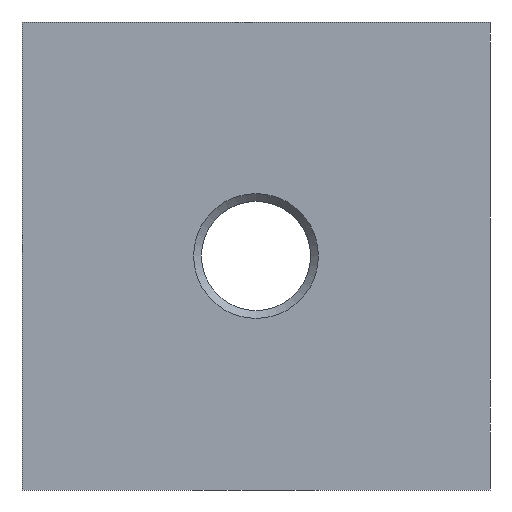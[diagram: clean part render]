
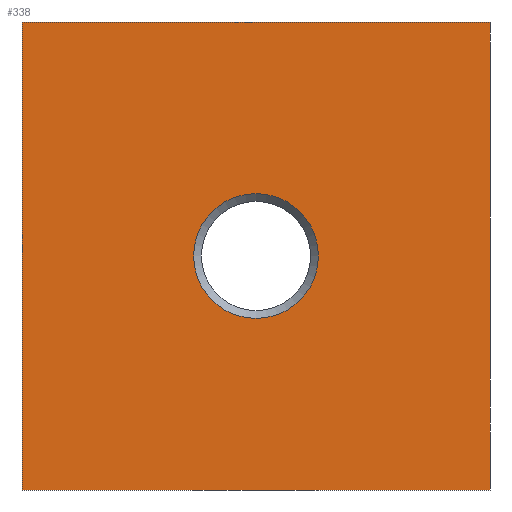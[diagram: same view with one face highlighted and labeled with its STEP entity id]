
A CAD part, front view. The second image highlights one B-rep face of the part: STEP entity #338.
In plain terms, the highlighted planar face has unit normal (0, -1, 0).
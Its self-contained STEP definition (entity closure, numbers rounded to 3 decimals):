
#15=FACE_BOUND('',#57,.T.);
#20=PLANE('',#391);
#39=FACE_OUTER_BOUND('',#56,.T.);
#56=EDGE_LOOP('',(#269,#270,#271,#272));
#57=EDGE_LOOP('',(#273,#274));
#79=LINE('',#567,#106);
#80=LINE('',#570,#107);
#81=LINE('',#572,#108);
#82=LINE('',#573,#109);
#106=VECTOR('',#464,1000.);
#107=VECTOR('',#467,1000.);
#108=VECTOR('',#468,1000.);
#109=VECTOR('',#469,1000.);
#138=CIRCLE('',#386,4.);
#139=CIRCLE('',#387,4.);
#160=VERTEX_POINT('',#550);
#161=VERTEX_POINT('',#552);
#163=VERTEX_POINT('',#561);
#165=VERTEX_POINT('',#565);
#166=VERTEX_POINT('',#569);
#167=VERTEX_POINT('',#571);
#198=EDGE_CURVE('',#161,#160,#138,.T.);
#199=EDGE_CURVE('',#160,#161,#139,.T.);
#205=EDGE_CURVE('',#163,#165,#79,.T.);
#206=EDGE_CURVE('',#165,#166,#80,.T.);
#207=EDGE_CURVE('',#167,#166,#81,.T.);
#208=EDGE_CURVE('',#163,#167,#82,.T.);
#269=ORIENTED_EDGE('',*,*,#206,.T.);
#270=ORIENTED_EDGE('',*,*,#207,.F.);
#271=ORIENTED_EDGE('',*,*,#208,.F.);
#272=ORIENTED_EDGE('',*,*,#205,.T.);
#273=ORIENTED_EDGE('',*,*,#198,.T.);
#274=ORIENTED_EDGE('',*,*,#199,.T.);
#338=ADVANCED_FACE('',(#39,#15),#20,.F.);
#386=AXIS2_PLACEMENT_3D('',#553,#449,#450);
#387=AXIS2_PLACEMENT_3D('',#554,#451,#452);
#391=AXIS2_PLACEMENT_3D('',#568,#465,#466);
#449=DIRECTION('center_axis',(0.,1.,0.));
#450=DIRECTION('ref_axis',(0.,0.,1.));
#451=DIRECTION('center_axis',(0.,1.,0.));
#452=DIRECTION('ref_axis',(0.,0.,1.));
#464=DIRECTION('',(-1.,0.,0.));
#465=DIRECTION('center_axis',(0.,1.,0.));
#466=DIRECTION('ref_axis',(0.,0.,1.));
#467=DIRECTION('',(0.,0.,-1.));
#468=DIRECTION('',(-1.,0.,0.));
#469=DIRECTION('',(0.,0.,-1.));
#550=CARTESIAN_POINT('',(0.,0.,19.));
#552=CARTESIAN_POINT('',(0.,0.,11.));
#553=CARTESIAN_POINT('Origin',(0.,0.,15.));
#554=CARTESIAN_POINT('Origin',(0.,0.,15.));
#561=CARTESIAN_POINT('',(15.,0.,30.));
#565=CARTESIAN_POINT('',(-15.,0.,30.));
#567=CARTESIAN_POINT('',(15.,0.,30.));
#568=CARTESIAN_POINT('Origin',(15.,0.,30.));
#569=CARTESIAN_POINT('',(-15.,0.,0.));
#570=CARTESIAN_POINT('',(-15.,0.,30.));
#571=CARTESIAN_POINT('',(15.,0.,0.));
#572=CARTESIAN_POINT('',(15.,0.,0.));
#573=CARTESIAN_POINT('',(15.,0.,30.));
